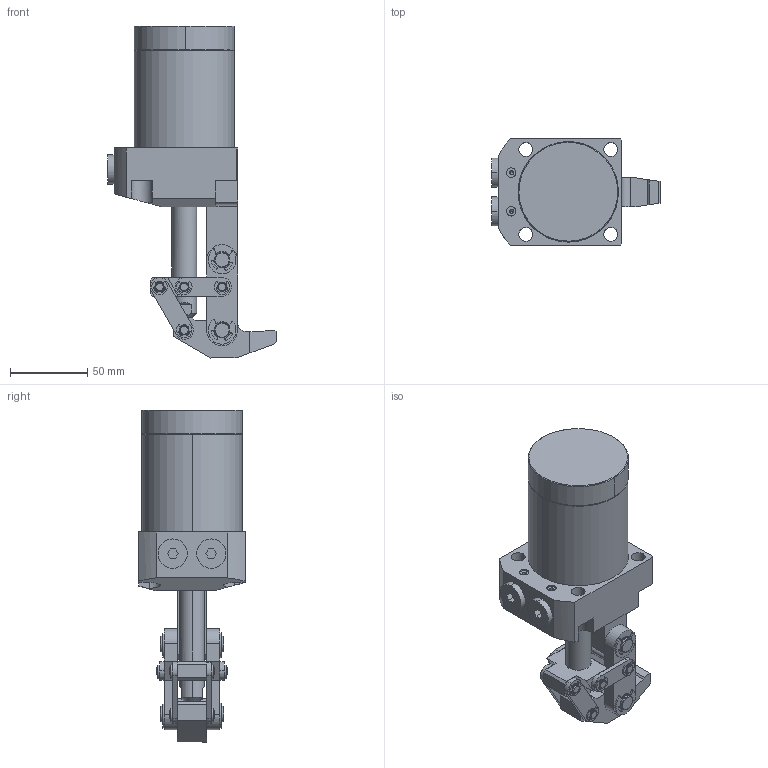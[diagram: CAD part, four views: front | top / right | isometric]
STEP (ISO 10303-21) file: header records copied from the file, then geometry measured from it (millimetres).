
FILE_DESCRIPTION (( 'STEP AP214' ), '1' );
FILE_NAME ('CLF5H-40G-00.STEP', '2019-03-30T08:06:32', ( '' ), ( '' ), 'SwSTEP 2.0', 'SolidWorks 2016', '' );
FILE_SCHEMA (( 'AUTOMOTIVE_DESIGN' ));
Length unit declared in the file: millimetre
Products named in the file (15): CLF5H-40G-06; CLF5H-40G-01; CLF5H-40G-08; CLF5H-40G-07; CLF5H-40G-10; CLF5H-40G-05; CLF5H-40G-02; CLF5H-40G-03; CLF5H-40G-04; CLF5H-40G-11; 縐遠1; 縐遠10; CLF5H-40G-09; CLF5H-40G-00; 囀鞠褒黑芛郔陔1-4
Assembly tree (31 placements, depth 2):
  CLF5H-40G-00
    CLF5H-40G-09
    縐遠10  x4
    縐遠1  x8
    CLF5H-40G-11
    CLF5H-40G-04  x2
    CLF5H-40G-03  x2
    CLF5H-40G-02  x2
    CLF5H-40G-05  x2
    CLF5H-40G-10
    CLF5H-40G-07  x2
    CLF5H-40G-08  x2
    CLF5H-40G-01
    CLF5H-40G-06
    囀鞠褒黑芛郔陔1-4  x2
Bounding box: 109 x 69 x 215 mm (x, y, z)
Volume: 173537 mm3; surface area: 108446 mm2
Topology: 30 solids, 32 shells, 891 faces, 2238 edges, 1449 vertices
Faces by surface type: cylinder 484, plane 269, cone 102, bspline 26, torus 10
Entity records: 15082 total; most frequent: CARTESIAN_POINT 3908, DIRECTION 2336, ORIENTED_EDGE 2100, EDGE_CURVE 1051, AXIS2_PLACEMENT_3D 911, VERTEX_POINT 669, VECTOR 514, LINE 514
